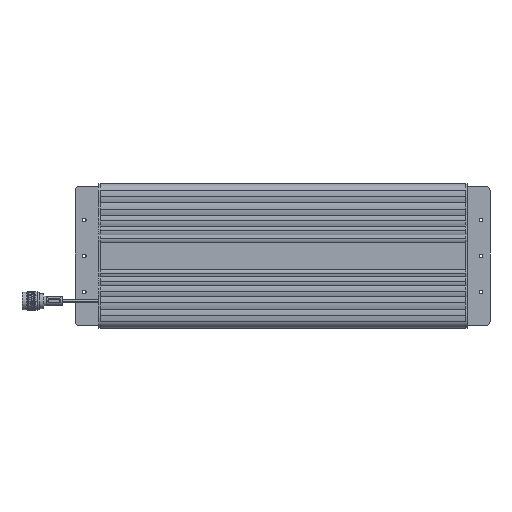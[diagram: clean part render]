
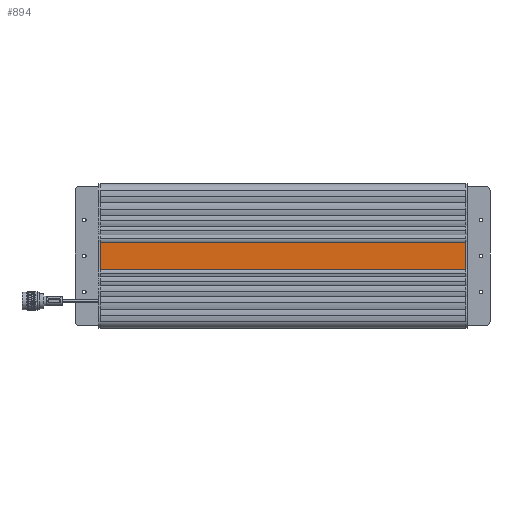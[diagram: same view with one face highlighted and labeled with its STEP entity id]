
A CAD part, top view. The second image highlights one B-rep face of the part: STEP entity #894.
In plain terms, the highlighted planar face has unit normal (0, 0, 1).
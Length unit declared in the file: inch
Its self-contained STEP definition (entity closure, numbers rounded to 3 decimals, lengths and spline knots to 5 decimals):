
#894 = ADVANCED_FACE ( 'NONE', ( #38338 ), #26868, .F. ) ;
#2464 = EDGE_CURVE ( 'NONE', #61025, #38096, #63534, .T. ) ;
#4655 = VECTOR ( 'NONE', #37915, 39.37008 ) ;
#8144 = DIRECTION ( 'NONE',  ( -1., 0., 0. ) ) ;
#9415 = DIRECTION ( 'NONE',  ( 0., -1., 0. ) ) ;
#12155 = CARTESIAN_POINT ( 'NONE',  ( 473.29626, -322.19151, 1.17915 ) ) ;
#14694 = CARTESIAN_POINT ( 'NONE',  ( 473.29626, -322.19151, 1.17915 ) ) ;
#18444 = CARTESIAN_POINT ( 'NONE',  ( 473.29626, -321.01041, 1.17915 ) ) ;
#19903 = CARTESIAN_POINT ( 'NONE',  ( 473.29626, -321.01041, 1.17915 ) ) ;
#20749 = CARTESIAN_POINT ( 'NONE',  ( 457.35137, -322.19151, 1.17915 ) ) ;
#21171 = DIRECTION ( 'NONE',  ( 0., 0., -1. ) ) ;
#22722 = EDGE_CURVE ( 'NONE', #38096, #37085, #25365, .T. ) ;
#23972 = VECTOR ( 'NONE', #8144, 39.37008 ) ;
#25365 = LINE ( 'NONE', #12155, #52791 ) ;
#26868 = PLANE ( 'NONE',  #45296 ) ;
#29997 = DIRECTION ( 'NONE',  ( -1., 0., 0. ) ) ;
#31812 = VERTEX_POINT ( 'NONE', #35612 ) ;
#32604 = VECTOR ( 'NONE', #52136, 39.37008 ) ;
#35612 = CARTESIAN_POINT ( 'NONE',  ( 457.35137, -321.01041, 1.17915 ) ) ;
#37085 = VERTEX_POINT ( 'NONE', #20749 ) ;
#37171 = EDGE_CURVE ( 'NONE', #31812, #37085, #50810, .T. ) ;
#37567 = CARTESIAN_POINT ( 'NONE',  ( 473.29626, -321.01041, 1.17915 ) ) ;
#37915 = DIRECTION ( 'NONE',  ( 0., -1., 0. ) ) ;
#38096 = VERTEX_POINT ( 'NONE', #14694 ) ;
#38338 = FACE_OUTER_BOUND ( 'NONE', #49421, .T. ) ;
#45296 = AXIS2_PLACEMENT_3D ( 'NONE', #37567, #21171, #9415 ) ;
#47702 = LINE ( 'NONE', #19903, #23972 ) ;
#49421 = EDGE_LOOP ( 'NONE', ( #62315, #67331, #58455, #75020 ) ) ;
#50810 = LINE ( 'NONE', #54984, #4655 ) ;
#51378 = CARTESIAN_POINT ( 'NONE',  ( 473.29626, -321.01041, 1.17915 ) ) ;
#52136 = DIRECTION ( 'NONE',  ( 0., -1., 0. ) ) ;
#52791 = VECTOR ( 'NONE', #29997, 39.37008 ) ;
#54984 = CARTESIAN_POINT ( 'NONE',  ( 457.35137, -321.01041, 1.17915 ) ) ;
#55815 = EDGE_CURVE ( 'NONE', #61025, #31812, #47702, .T. ) ;
#58455 = ORIENTED_EDGE ( 'NONE', *, *, #2464, .F. ) ;
#61025 = VERTEX_POINT ( 'NONE', #18444 ) ;
#62315 = ORIENTED_EDGE ( 'NONE', *, *, #37171, .T. ) ;
#63534 = LINE ( 'NONE', #51378, #32604 ) ;
#67331 = ORIENTED_EDGE ( 'NONE', *, *, #22722, .F. ) ;
#75020 = ORIENTED_EDGE ( 'NONE', *, *, #55815, .T. ) ;
